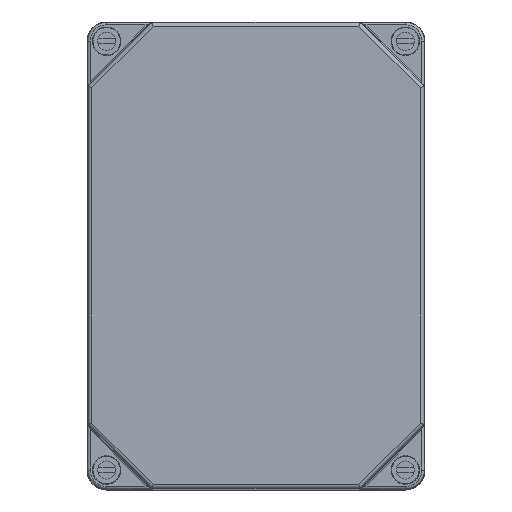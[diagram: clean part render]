
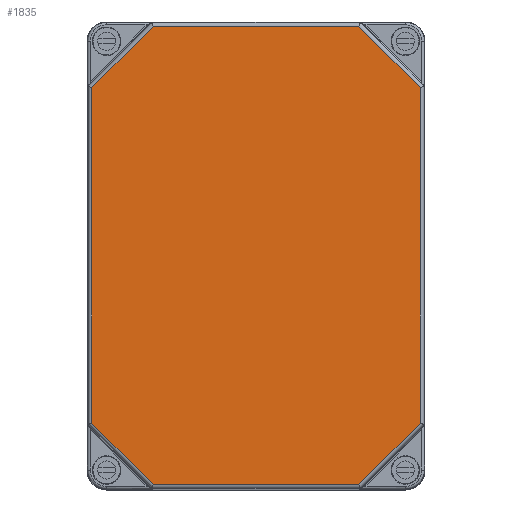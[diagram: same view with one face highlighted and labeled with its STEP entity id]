
A CAD part, top view. The second image highlights one B-rep face of the part: STEP entity #1835.
In plain terms, the highlighted planar face has unit normal (0, 0, 1).
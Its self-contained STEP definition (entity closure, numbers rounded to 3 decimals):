
#1835 = ADVANCED_FACE( '', ( #4153 ), #4154, .T. );
#4153 = FACE_OUTER_BOUND( '', #6900, .T. );
#4154 = PLANE( '', #6901 );
#6900 = EDGE_LOOP( '', ( #11920, #11921, #11922, #11923, #11924, #11925, #11926, #11927 ) );
#6901 = AXIS2_PLACEMENT_3D( '', #11928, #11929, #11930 );
#11920 = ORIENTED_EDGE( '', *, *, #15232, .T. );
#11921 = ORIENTED_EDGE( '', *, *, #16234, .F. );
#11922 = ORIENTED_EDGE( '', *, *, #15467, .T. );
#11923 = ORIENTED_EDGE( '', *, *, #16498, .F. );
#11924 = ORIENTED_EDGE( '', *, *, #16499, .T. );
#11925 = ORIENTED_EDGE( '', *, *, #15901, .T. );
#11926 = ORIENTED_EDGE( '', *, *, #16500, .T. );
#11927 = ORIENTED_EDGE( '', *, *, #16501, .T. );
#11928 = CARTESIAN_POINT( '', ( 0., 0., 92.5 ) );
#11929 = DIRECTION( '', ( 0., 0., 1. ) );
#11930 = DIRECTION( '', ( 1., 0., 0. ) );
#15232 = EDGE_CURVE( '', #18181, #18179, #18182, .T. );
#15467 = EDGE_CURVE( '', #18570, #18571, #18572, .T. );
#15901 = EDGE_CURVE( '', #19258, #19256, #19259, .T. );
#16234 = EDGE_CURVE( '', #18570, #18179, #19740, .T. );
#16498 = EDGE_CURVE( '', #20091, #18571, #20092, .T. );
#16499 = EDGE_CURVE( '', #20091, #19258, #20093, .T. );
#16500 = EDGE_CURVE( '', #19256, #20094, #20095, .T. );
#16501 = EDGE_CURVE( '', #20094, #18181, #20096, .T. );
#18179 = VERTEX_POINT( '', #22207 );
#18181 = VERTEX_POINT( '', #22209 );
#18182 = LINE( '', #22210, #22211 );
#18570 = VERTEX_POINT( '', #22782 );
#18571 = VERTEX_POINT( '', #22783 );
#18572 = LINE( '', #22784, #22785 );
#19256 = VERTEX_POINT( '', #23681 );
#19258 = VERTEX_POINT( '', #23683 );
#19259 = LINE( '', #23684, #23685 );
#19740 = LINE( '', #24381, #24382 );
#20091 = VERTEX_POINT( '', #24853 );
#20092 = LINE( '', #24854, #24855 );
#20093 = LINE( '', #24856, #24857 );
#20094 = VERTEX_POINT( '', #24858 );
#20095 = LINE( '', #24859, #24860 );
#20096 = LINE( '', #24861, #24862 );
#22207 = CARTESIAN_POINT( '', ( -39.546, -88.182, 92.5 ) );
#22209 = CARTESIAN_POINT( '', ( -63.182, -64.546, 92.5 ) );
#22210 = CARTESIAN_POINT( '', ( -69.042, -58.686, 92.5 ) );
#22211 = VECTOR( '', #26680, 1000. );
#22782 = CARTESIAN_POINT( '', ( 39.546, -88.182, 92.5 ) );
#22783 = CARTESIAN_POINT( '', ( 63.182, -64.546, 92.5 ) );
#22784 = CARTESIAN_POINT( '', ( 33.686, -94.042, 92.5 ) );
#22785 = VECTOR( '', #26995, 1000. );
#23681 = CARTESIAN_POINT( '', ( -39.546, 88.182, 92.5 ) );
#23683 = CARTESIAN_POINT( '', ( 39.546, 88.182, 92.5 ) );
#23684 = CARTESIAN_POINT( '', ( 100., 88.182, 92.5 ) );
#23685 = VECTOR( '', #27602, 1000. );
#24381 = CARTESIAN_POINT( '', ( 100., -88.182, 92.5 ) );
#24382 = VECTOR( '', #28024, 1000. );
#24853 = CARTESIAN_POINT( '', ( 63.182, 64.546, 92.5 ) );
#24854 = CARTESIAN_POINT( '', ( 63.182, 150., 92.5 ) );
#24855 = VECTOR( '', #28311, 1000. );
#24856 = CARTESIAN_POINT( '', ( 69.042, 58.686, 92.5 ) );
#24857 = VECTOR( '', #28312, 1000. );
#24858 = CARTESIAN_POINT( '', ( -63.182, 64.546, 92.5 ) );
#24859 = CARTESIAN_POINT( '', ( -33.686, 94.042, 92.5 ) );
#24860 = VECTOR( '', #28313, 1000. );
#24861 = CARTESIAN_POINT( '', ( -63.182, 150., 92.5 ) );
#24862 = VECTOR( '', #28314, 1000. );
#26680 = DIRECTION( '', ( 0.707, -0.707, 0. ) );
#26995 = DIRECTION( '', ( 0.707, 0.707, 0. ) );
#27602 = DIRECTION( '', ( -1., 0., 0. ) );
#28024 = DIRECTION( '', ( -1., 0., 0. ) );
#28311 = DIRECTION( '', ( 0., -1., 0. ) );
#28312 = DIRECTION( '', ( -0.707, 0.707, 0. ) );
#28313 = DIRECTION( '', ( -0.707, -0.707, 0. ) );
#28314 = DIRECTION( '', ( 0., -1., 0. ) );
